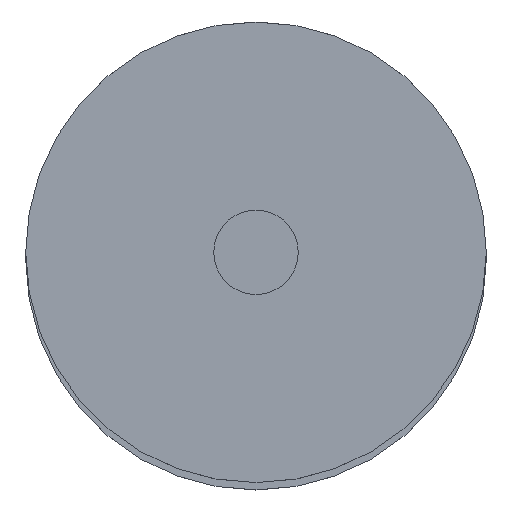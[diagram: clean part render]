
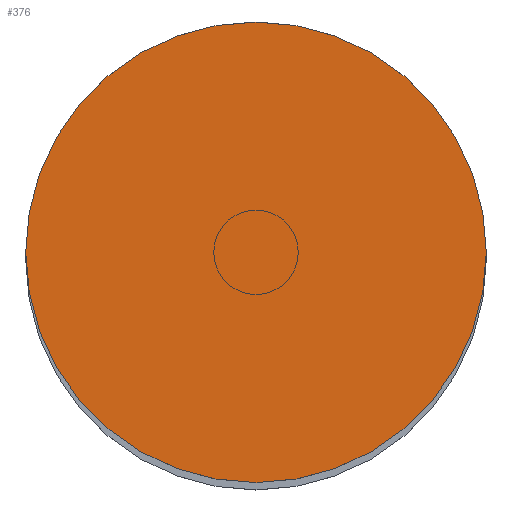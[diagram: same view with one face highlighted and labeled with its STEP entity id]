
A CAD part, top view. The second image highlights one B-rep face of the part: STEP entity #376.
In plain terms, the highlighted planar face has unit normal (0, 0, 1).
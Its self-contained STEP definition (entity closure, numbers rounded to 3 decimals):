
#7 = AXIS2_PLACEMENT_3D ( 'NONE', #378, #83, #652 ) ;
#33 = EDGE_LOOP ( 'NONE', ( #180, #609 ) ) ;
#78 = EDGE_CURVE ( 'NONE', #380, #107, #232, .T. ) ;
#83 = DIRECTION ( 'NONE',  ( 0., 0., 1. ) ) ;
#107 = VERTEX_POINT ( 'NONE', #487 ) ;
#125 = AXIS2_PLACEMENT_3D ( 'NONE', #315, #706, #422 ) ;
#176 = EDGE_CURVE ( 'NONE', #107, #380, #403, .T. ) ;
#180 = ORIENTED_EDGE ( 'NONE', *, *, #176, .T. ) ;
#232 = CIRCLE ( 'NONE', #125, 30. ) ;
#295 = DIRECTION ( 'NONE',  ( 1., 0., 0. ) ) ;
#315 = CARTESIAN_POINT ( 'NONE',  ( 0., 0., 65.5 ) ) ;
#350 = DIRECTION ( 'NONE',  ( 0., 0., 1. ) ) ;
#376 = ADVANCED_FACE ( 'NONE', ( #480 ), #576, .T. ) ;
#378 = CARTESIAN_POINT ( 'NONE',  ( 0., 0., 65.5 ) ) ;
#380 = VERTEX_POINT ( 'NONE', #526 ) ;
#403 = CIRCLE ( 'NONE', #7, 30. ) ;
#422 = DIRECTION ( 'NONE',  ( 1., 0., 0. ) ) ;
#480 = FACE_OUTER_BOUND ( 'NONE', #33, .T. ) ;
#487 = CARTESIAN_POINT ( 'NONE',  ( -30., 0., 65.5 ) ) ;
#526 = CARTESIAN_POINT ( 'NONE',  ( 30., 0., 65.5 ) ) ;
#530 = CARTESIAN_POINT ( 'NONE',  ( 0., 0., 65.5 ) ) ;
#576 = PLANE ( 'NONE',  #682 ) ;
#609 = ORIENTED_EDGE ( 'NONE', *, *, #78, .T. ) ;
#652 = DIRECTION ( 'NONE',  ( 1., 0., 0. ) ) ;
#682 = AXIS2_PLACEMENT_3D ( 'NONE', #530, #350, #295 ) ;
#706 = DIRECTION ( 'NONE',  ( 0., 0., 1. ) ) ;
